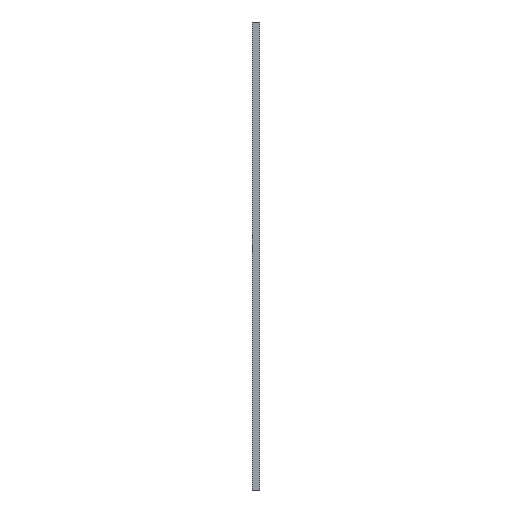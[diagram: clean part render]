
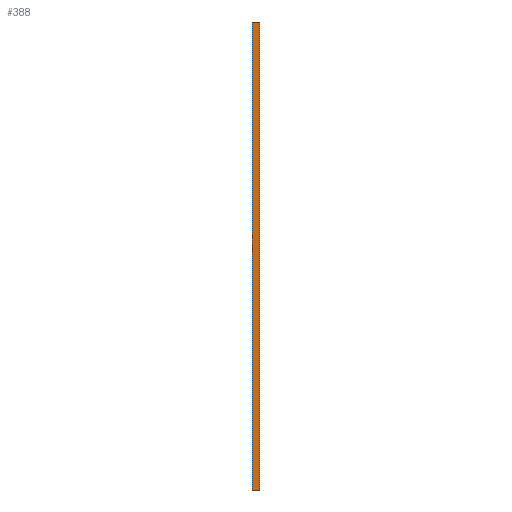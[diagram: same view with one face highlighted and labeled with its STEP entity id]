
A CAD part, front view. The second image highlights one B-rep face of the part: STEP entity #388.
In plain terms, the highlighted planar face has unit normal (0, -1, 0).
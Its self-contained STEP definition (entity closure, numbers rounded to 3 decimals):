
#30 = EDGE_CURVE ( 'NONE', #731, #242, #216, .T. ) ;
#62 = EDGE_CURVE ( 'NONE', #242, #243, #162, .T. ) ;
#63 = EDGE_CURVE ( 'NONE', #731, #741, #160, .T. ) ;
#70 = AXIS2_PLACEMENT_3D ( 'NONE', #521, #509, #508 ) ;
#111 = EDGE_CURVE ( 'NONE', #741, #243, #145, .T. ) ;
#142 = VECTOR ( 'NONE', #678, 1000. ) ;
#145 = LINE ( 'NONE', #679, #142 ) ;
#157 = VECTOR ( 'NONE', #701, 1000. ) ;
#159 = VECTOR ( 'NONE', #704, 1000. ) ;
#160 = LINE ( 'NONE', #703, #157 ) ;
#162 = LINE ( 'NONE', #705, #159 ) ;
#214 = VECTOR ( 'NONE', #633, 1000. ) ;
#216 = LINE ( 'NONE', #642, #214 ) ;
#242 = VERTEX_POINT ( 'NONE', #638 ) ;
#243 = VERTEX_POINT ( 'NONE', #637 ) ;
#271 = ORIENTED_EDGE ( 'NONE', *, *, #30, .T. ) ;
#272 = ORIENTED_EDGE ( 'NONE', *, *, #62, .T. ) ;
#273 = ORIENTED_EDGE ( 'NONE', *, *, #111, .F. ) ;
#274 = ORIENTED_EDGE ( 'NONE', *, *, #63, .F. ) ;
#388 = ADVANCED_FACE ( 'NONE', ( #417 ), #511, .F. ) ;
#417 = FACE_OUTER_BOUND ( 'NONE', #771, .T. ) ;
#496 = CARTESIAN_POINT ( 'NONE',  ( 0., 0., -32.5 ) ) ;
#506 = CARTESIAN_POINT ( 'NONE',  ( 1., 0., -32.5 ) ) ;
#508 = DIRECTION ( 'NONE',  ( 0., 0., 1. ) ) ;
#509 = DIRECTION ( 'NONE',  ( 0., 1., 0. ) ) ;
#511 = PLANE ( 'NONE',  #70 ) ;
#521 = CARTESIAN_POINT ( 'NONE',  ( 1., 0., -32.5 ) ) ;
#633 = DIRECTION ( 'NONE',  ( 0., 0., 1. ) ) ;
#637 = CARTESIAN_POINT ( 'NONE',  ( 0., 0., 32.5 ) ) ;
#638 = CARTESIAN_POINT ( 'NONE',  ( 1., 0., 32.5 ) ) ;
#642 = CARTESIAN_POINT ( 'NONE',  ( 1., 0., -32.5 ) ) ;
#678 = DIRECTION ( 'NONE',  ( 0., 0., 1. ) ) ;
#679 = CARTESIAN_POINT ( 'NONE',  ( 0., 0., -32.5 ) ) ;
#701 = DIRECTION ( 'NONE',  ( -1., 0., 0. ) ) ;
#703 = CARTESIAN_POINT ( 'NONE',  ( 1., 0., -32.5 ) ) ;
#704 = DIRECTION ( 'NONE',  ( -1., 0., 0. ) ) ;
#705 = CARTESIAN_POINT ( 'NONE',  ( 1., 0., 32.5 ) ) ;
#731 = VERTEX_POINT ( 'NONE', #506 ) ;
#741 = VERTEX_POINT ( 'NONE', #496 ) ;
#771 = EDGE_LOOP ( 'NONE', ( #271, #272, #273, #274 ) ) ;
